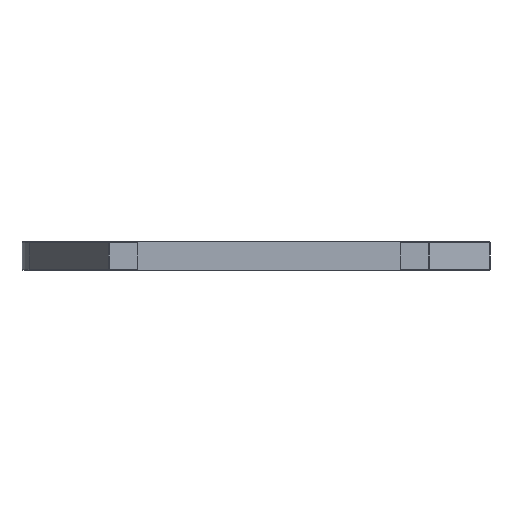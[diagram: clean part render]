
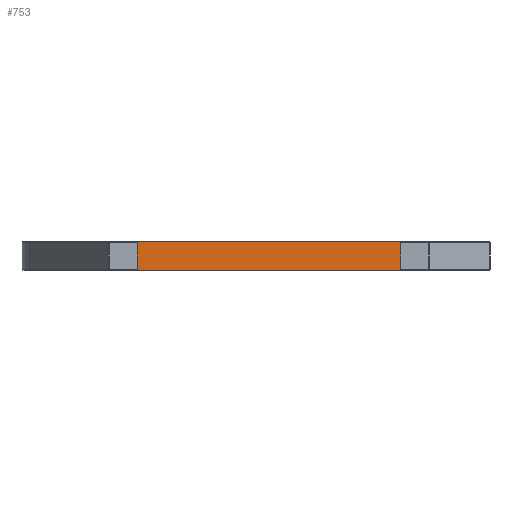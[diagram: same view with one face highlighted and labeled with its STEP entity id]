
A CAD part, front view. The second image highlights one B-rep face of the part: STEP entity #753.
In plain terms, the highlighted planar face has unit normal (0, -1, 0).
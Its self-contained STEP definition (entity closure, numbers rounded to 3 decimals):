
#126 = VECTOR ( 'NONE', #1351, 1000. ) ;
#214 = AXIS2_PLACEMENT_3D ( 'NONE', #946, #1412, #1401 ) ;
#306 = CARTESIAN_POINT ( 'NONE',  ( 23., 5., 4.85 ) ) ;
#308 = CARTESIAN_POINT ( 'NONE',  ( -23., 5., -5. ) ) ;
#352 = VERTEX_POINT ( 'NONE', #306 ) ;
#397 = CARTESIAN_POINT ( 'NONE',  ( -20.22, 5., 0. ) ) ;
#419 = EDGE_CURVE ( 'NONE', #2341, #1854, #2145, .T. ) ;
#456 = ORIENTED_EDGE ( 'NONE', *, *, #741, .T. ) ;
#515 = AXIS2_PLACEMENT_3D ( 'NONE', #1378, #1360, #2079 ) ;
#518 = VECTOR ( 'NONE', #2344, 1000. ) ;
#563 = LINE ( 'NONE', #308, #1039 ) ;
#657 = VERTEX_POINT ( 'NONE', #743 ) ;
#676 = AXIS2_PLACEMENT_3D ( 'NONE', #950, #956, #742 ) ;
#693 = VERTEX_POINT ( 'NONE', #1947 ) ;
#710 = EDGE_CURVE ( 'NONE', #2119, #2341, #1790, .T. ) ;
#717 = PLANE ( 'NONE',  #214 ) ;
#741 = EDGE_CURVE ( 'NONE', #352, #2119, #1731, .T. ) ;
#742 = DIRECTION ( 'NONE',  ( 0., 0., 1. ) ) ;
#743 = CARTESIAN_POINT ( 'NONE',  ( 23., 5., 0.15 ) ) ;
#753 = ADVANCED_FACE ( 'NONE', ( #2958 ), #717, .F. ) ;
#804 = AXIS2_PLACEMENT_3D ( 'NONE', #2182, #2377, #986 ) ;
#834 = CIRCLE ( 'NONE', #2267, 0.15 ) ;
#861 = LINE ( 'NONE', #397, #2081 ) ;
#863 = EDGE_LOOP ( 'NONE', ( #456, #2688, #1255, #2860, #2544, #1757, #1220, #1513 ) ) ;
#925 = CIRCLE ( 'NONE', #515, 0.15 ) ;
#946 = CARTESIAN_POINT ( 'NONE',  ( -23., 5., -5. ) ) ;
#950 = CARTESIAN_POINT ( 'NONE',  ( 22.85, 5., 4.85 ) ) ;
#956 = DIRECTION ( 'NONE',  ( 0., -1., 0. ) ) ;
#966 = CARTESIAN_POINT ( 'NONE',  ( -23., 5., 5. ) ) ;
#986 = DIRECTION ( 'NONE',  ( 0., 0., 1. ) ) ;
#996 = EDGE_CURVE ( 'NONE', #693, #2678, #861, .T. ) ;
#1022 = CARTESIAN_POINT ( 'NONE',  ( -22.85, 5., 5. ) ) ;
#1039 = VECTOR ( 'NONE', #2113, 1000. ) ;
#1220 = ORIENTED_EDGE ( 'NONE', *, *, #2565, .T. ) ;
#1255 = ORIENTED_EDGE ( 'NONE', *, *, #419, .T. ) ;
#1351 = DIRECTION ( 'NONE',  ( 0., 0., 1. ) ) ;
#1360 = DIRECTION ( 'NONE',  ( 0., -1., 0. ) ) ;
#1378 = CARTESIAN_POINT ( 'NONE',  ( 22.85, 5., 0.15 ) ) ;
#1400 = CARTESIAN_POINT ( 'NONE',  ( -23., 5., 0.15 ) ) ;
#1401 = DIRECTION ( 'NONE',  ( 0., 0., 1. ) ) ;
#1412 = DIRECTION ( 'NONE',  ( 0., 1., 0. ) ) ;
#1483 = EDGE_CURVE ( 'NONE', #2944, #1854, #563, .T. ) ;
#1513 = ORIENTED_EDGE ( 'NONE', *, *, #2475, .T. ) ;
#1607 = CARTESIAN_POINT ( 'NONE',  ( 22.85, 5., 5. ) ) ;
#1731 = CIRCLE ( 'NONE', #676, 0.15 ) ;
#1757 = ORIENTED_EDGE ( 'NONE', *, *, #996, .F. ) ;
#1764 = EDGE_CURVE ( 'NONE', #2944, #2678, #834, .T. ) ;
#1790 = LINE ( 'NONE', #966, #518 ) ;
#1854 = VERTEX_POINT ( 'NONE', #2576 ) ;
#1947 = CARTESIAN_POINT ( 'NONE',  ( 22.85, 5., 0. ) ) ;
#2079 = DIRECTION ( 'NONE',  ( 0., 0., 1. ) ) ;
#2081 = VECTOR ( 'NONE', #2440, 1000. ) ;
#2113 = DIRECTION ( 'NONE',  ( 0., 0., 1. ) ) ;
#2119 = VERTEX_POINT ( 'NONE', #1607 ) ;
#2145 = CIRCLE ( 'NONE', #804, 0.15 ) ;
#2182 = CARTESIAN_POINT ( 'NONE',  ( -22.85, 5., 4.85 ) ) ;
#2267 = AXIS2_PLACEMENT_3D ( 'NONE', #2556, #2567, #2338 ) ;
#2274 = CARTESIAN_POINT ( 'NONE',  ( 23., 5., -5. ) ) ;
#2338 = DIRECTION ( 'NONE',  ( 0., 0., 1. ) ) ;
#2341 = VERTEX_POINT ( 'NONE', #1022 ) ;
#2344 = DIRECTION ( 'NONE',  ( -1., 0., 0. ) ) ;
#2377 = DIRECTION ( 'NONE',  ( 0., -1., 0. ) ) ;
#2440 = DIRECTION ( 'NONE',  ( -1., 0., 0. ) ) ;
#2475 = EDGE_CURVE ( 'NONE', #657, #352, #2868, .T. ) ;
#2544 = ORIENTED_EDGE ( 'NONE', *, *, #1764, .T. ) ;
#2556 = CARTESIAN_POINT ( 'NONE',  ( -22.85, 5., 0.15 ) ) ;
#2565 = EDGE_CURVE ( 'NONE', #693, #657, #925, .T. ) ;
#2567 = DIRECTION ( 'NONE',  ( 0., -1., 0. ) ) ;
#2576 = CARTESIAN_POINT ( 'NONE',  ( -23., 5., 4.85 ) ) ;
#2678 = VERTEX_POINT ( 'NONE', #2735 ) ;
#2688 = ORIENTED_EDGE ( 'NONE', *, *, #710, .T. ) ;
#2735 = CARTESIAN_POINT ( 'NONE',  ( -22.85, 5., 0. ) ) ;
#2860 = ORIENTED_EDGE ( 'NONE', *, *, #1483, .F. ) ;
#2868 = LINE ( 'NONE', #2274, #126 ) ;
#2944 = VERTEX_POINT ( 'NONE', #1400 ) ;
#2958 = FACE_OUTER_BOUND ( 'NONE', #863, .T. ) ;
